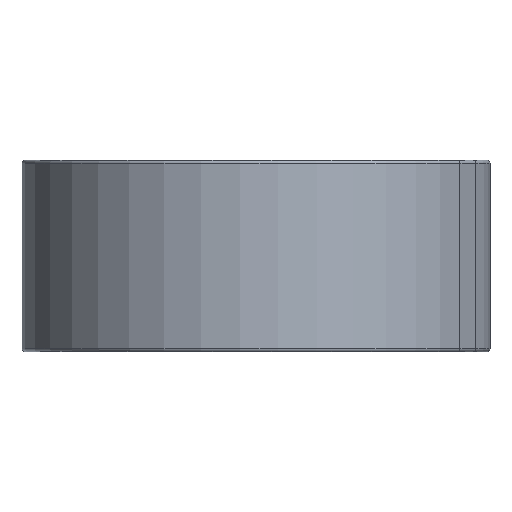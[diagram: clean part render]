
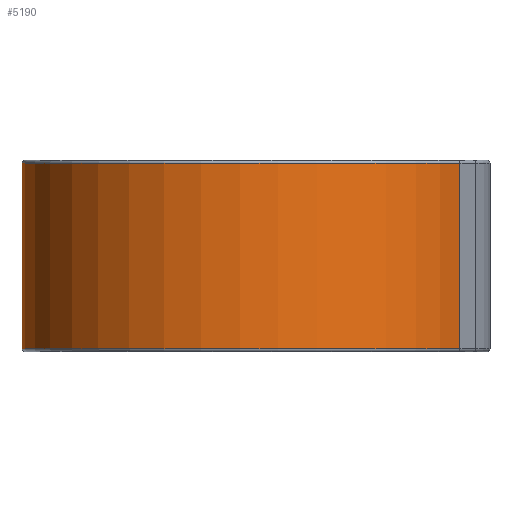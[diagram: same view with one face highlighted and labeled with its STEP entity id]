
A CAD part, left-side view. The second image highlights one B-rep face of the part: STEP entity #5190.
In plain terms, the highlighted cylindrical face has radius 15.25 mm (diameter 30.5 mm), a partial arc.
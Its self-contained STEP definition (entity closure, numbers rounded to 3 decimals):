
#1851=DIRECTION('',(0.,0.,1.));
#1852=VECTOR('',#1851,12.3);
#1853=CARTESIAN_POINT('',(-6.482,-13.804,-6.15));
#1854=LINE('',#1853,#1852);
#1865=CARTESIAN_POINT('',(0.,0.,6.15));
#1866=DIRECTION('',(0.,0.,1.));
#1867=DIRECTION('',(0.854,0.521,0.));
#1868=AXIS2_PLACEMENT_3D('',#1865,#1866,#1867);
#1870=CARTESIAN_POINT('',(0.,0.,-6.15));
#1871=DIRECTION('',(0.,0.,-1.));
#1872=DIRECTION('',(-0.425,-0.905,0.));
#1873=AXIS2_PLACEMENT_3D('',#1870,#1871,#1872);
#1875=DIRECTION('',(0.,0.,1.));
#1876=VECTOR('',#1875,12.3);
#1877=CARTESIAN_POINT('',(13.016,7.946,-6.15));
#1878=LINE('',#1877,#1876);
#2108=CARTESIAN_POINT('',(13.016,7.946,6.15));
#2110=VERTEX_POINT('',#2108);
#2118=CARTESIAN_POINT('',(-6.482,-13.804,6.15));
#2119=VERTEX_POINT('',#2118);
#2154=CARTESIAN_POINT('',(-6.482,-13.804,-6.15));
#2155=VERTEX_POINT('',#2154);
#2158=CARTESIAN_POINT('',(13.016,7.946,-6.15));
#2159=VERTEX_POINT('',#2158);
#5179=CARTESIAN_POINT('',(0.,0.,-6.35));
#5180=DIRECTION('',(0.,0.,1.));
#5181=DIRECTION('',(1.,0.,0.));
#5182=AXIS2_PLACEMENT_3D('',#5179,#5180,#5181);
#5183=CYLINDRICAL_SURFACE('',#5182,15.25);
#5184=ORIENTED_EDGE('',*,*,#5173,.T.);
#5185=ORIENTED_EDGE('',*,*,#5148,.F.);
#5186=ORIENTED_EDGE('',*,*,#2630,.T.);
#5187=ORIENTED_EDGE('',*,*,#2657,.T.);
#5188=EDGE_LOOP('',(#5184,#5185,#5186,#5187));
#5189=FACE_OUTER_BOUND('',#5188,.F.);
#5190=ADVANCED_FACE('',(#5189),#5183,.T.);
#1869=CIRCLE('',#1868,15.25);
#1874=CIRCLE('',#1873,15.25);
#2630=EDGE_CURVE('',#2155,#2159,#1874,.T.);
#2657=EDGE_CURVE('',#2159,#2110,#1878,.T.);
#5148=EDGE_CURVE('',#2155,#2119,#1854,.T.);
#5173=EDGE_CURVE('',#2110,#2119,#1869,.T.);
